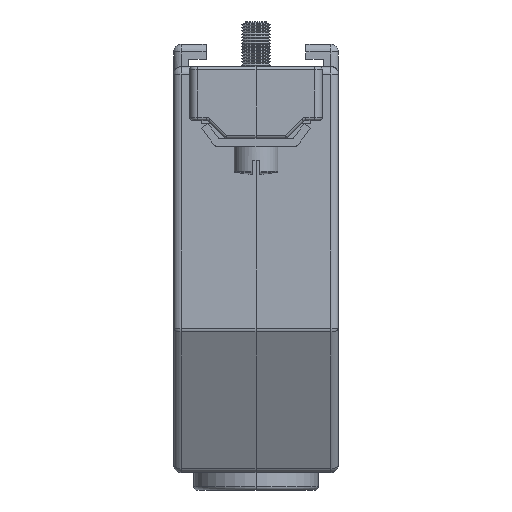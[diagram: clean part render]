
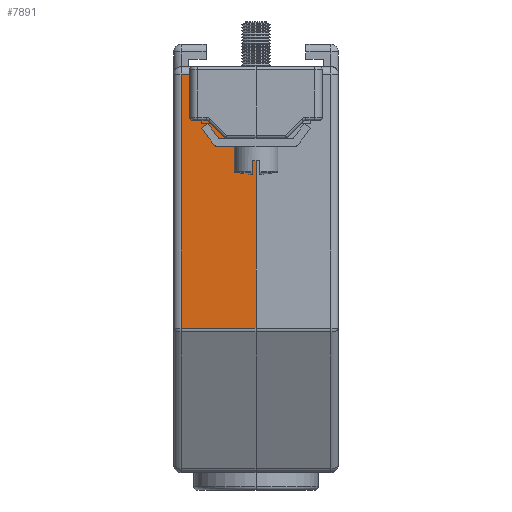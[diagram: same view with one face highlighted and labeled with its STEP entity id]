
A CAD part, left-side view. The second image highlights one B-rep face of the part: STEP entity #7891.
In plain terms, the highlighted planar face has unit normal (-1, 0, 0).
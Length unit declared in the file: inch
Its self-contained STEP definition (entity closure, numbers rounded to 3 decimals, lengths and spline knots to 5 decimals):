
#28 = DIRECTION ( 'NONE',  ( 1., 0., 0. ) ) ;
#1275 = PLANE ( 'NONE',  #21986 ) ;
#1378 = DIRECTION ( 'NONE',  ( 0., 0., -1. ) ) ;
#1675 = VECTOR ( 'NONE', #29194, 39.37008 ) ;
#2085 = CARTESIAN_POINT ( 'NONE',  ( -0.8002, 0.25591, 1.3622 ) ) ;
#2316 = VECTOR ( 'NONE', #9555, 39.37008 ) ;
#4440 = CARTESIAN_POINT ( 'NONE',  ( -0.8002, 0.3189, 1.54087 ) ) ;
#4514 = EDGE_CURVE ( 'NONE', #6955, #5347, #28438, .T. ) ;
#4820 = ORIENTED_EDGE ( 'NONE', *, *, #28143, .T. ) ;
#5021 = VECTOR ( 'NONE', #20269, 39.37008 ) ;
#5044 = VECTOR ( 'NONE', #12975, 39.37008 ) ;
#5347 = VERTEX_POINT ( 'NONE', #14199 ) ;
#5589 = CARTESIAN_POINT ( 'NONE',  ( -0.8002, 0.2889, 0.55118 ) ) ;
#5707 = DIRECTION ( 'NONE',  ( 1., 0., 0. ) ) ;
#5750 = VECTOR ( 'NONE', #20794, 39.37008 ) ;
#5872 = ORIENTED_EDGE ( 'NONE', *, *, #27427, .T. ) ;
#5928 = CARTESIAN_POINT ( 'NONE',  ( -0.8002, 0.3189, 0.55118 ) ) ;
#6538 = LINE ( 'NONE', #8225, #10100 ) ;
#6955 = VERTEX_POINT ( 'NONE', #12882 ) ;
#7082 = CARTESIAN_POINT ( 'NONE',  ( -0.8002, 0.2889, 1.54087 ) ) ;
#7104 = EDGE_CURVE ( 'NONE', #21190, #24013, #14686, .T. ) ;
#7891 = ADVANCED_FACE ( 'NONE', ( #14623 ), #1275, .F. ) ;
#8225 = CARTESIAN_POINT ( 'NONE',  ( -0.8002, 0.18701, 1.3622 ) ) ;
#8393 = CARTESIAN_POINT ( 'NONE',  ( -0.8002, 0.2889, 0.55856 ) ) ;
#8566 = ORIENTED_EDGE ( 'NONE', *, *, #13540, .T. ) ;
#8806 = VERTEX_POINT ( 'NONE', #26638 ) ;
#9504 = ORIENTED_EDGE ( 'NONE', *, *, #4514, .T. ) ;
#9555 = DIRECTION ( 'NONE',  ( 0., -1., 0. ) ) ;
#10100 = VECTOR ( 'NONE', #10536, 39.37008 ) ;
#10231 = EDGE_CURVE ( 'NONE', #24013, #8806, #10986, .T. ) ;
#10536 = DIRECTION ( 'NONE',  ( 0., 0.707, 0.707 ) ) ;
#10746 = VERTEX_POINT ( 'NONE', #8393 ) ;
#10986 = CIRCLE ( 'NONE', #16098, 0.01181 ) ;
#11766 = ORIENTED_EDGE ( 'NONE', *, *, #18643, .T. ) ;
#12405 = LINE ( 'NONE', #4440, #16007 ) ;
#12530 = AXIS2_PLACEMENT_3D ( 'NONE', #21267, #14332, #14733 ) ;
#12671 = DIRECTION ( 'NONE',  ( 1., 0., 0. ) ) ;
#12860 = VERTEX_POINT ( 'NONE', #17751 ) ;
#12882 = CARTESIAN_POINT ( 'NONE',  ( -0.8002, 0.11322, 1.29331 ) ) ;
#12975 = DIRECTION ( 'NONE',  ( 0., -1., 0. ) ) ;
#13540 = EDGE_CURVE ( 'NONE', #8806, #19821, #19425, .T. ) ;
#13766 = DIRECTION ( 'NONE',  ( 0., 0., -1. ) ) ;
#13897 = ORIENTED_EDGE ( 'NONE', *, *, #10231, .T. ) ;
#14126 = CARTESIAN_POINT ( 'NONE',  ( -0.8002, 0.3189, 1.29331 ) ) ;
#14199 = CARTESIAN_POINT ( 'NONE',  ( -0.8002, 0.12157, 1.29677 ) ) ;
#14332 = DIRECTION ( 'NONE',  ( -1., 0., 0. ) ) ;
#14473 = DIRECTION ( 'NONE',  ( 0., 1., 0. ) ) ;
#14607 = VERTEX_POINT ( 'NONE', #29125 ) ;
#14623 = FACE_OUTER_BOUND ( 'NONE', #27493, .T. ) ;
#14686 = LINE ( 'NONE', #2085, #1675 ) ;
#14733 = DIRECTION ( 'NONE',  ( 0., 0., -1. ) ) ;
#15769 = CARTESIAN_POINT ( 'NONE',  ( -0.8002, 0.24409, 1.37402 ) ) ;
#16007 = VECTOR ( 'NONE', #14473, 39.37008 ) ;
#16009 = ORIENTED_EDGE ( 'NONE', *, *, #20327, .T. ) ;
#16030 = LINE ( 'NONE', #14126, #2316 ) ;
#16098 = AXIS2_PLACEMENT_3D ( 'NONE', #15769, #28, #13766 ) ;
#17029 = ORIENTED_EDGE ( 'NONE', *, *, #21472, .T. ) ;
#17496 = CARTESIAN_POINT ( 'NONE',  ( -0.8002, 0.11322, 1.30512 ) ) ;
#17501 = EDGE_CURVE ( 'NONE', #6955, #12860, #16030, .T. ) ;
#17751 = CARTESIAN_POINT ( 'NONE',  ( -0.8002, 0., 1.29331 ) ) ;
#18057 = CARTESIAN_POINT ( 'NONE',  ( -0.8002, 0., 0.55118 ) ) ;
#18643 = EDGE_CURVE ( 'NONE', #19821, #27312, #12405, .T. ) ;
#18759 = CARTESIAN_POINT ( 'NONE',  ( -0.8002, 0.25591, 1.04217 ) ) ;
#19425 = LINE ( 'NONE', #18759, #5750 ) ;
#19821 = VERTEX_POINT ( 'NONE', #21750 ) ;
#20171 = LINE ( 'NONE', #28983, #5044 ) ;
#20269 = DIRECTION ( 'NONE',  ( 0., 0., 1. ) ) ;
#20327 = EDGE_CURVE ( 'NONE', #5347, #14607, #6538, .T. ) ;
#20616 = LINE ( 'NONE', #5589, #27781 ) ;
#20681 = CARTESIAN_POINT ( 'NONE',  ( -0.8002, 0.1919, 1.3622 ) ) ;
#20794 = DIRECTION ( 'NONE',  ( 0., 0., 1. ) ) ;
#20932 = CIRCLE ( 'NONE', #12530, 0.01181 ) ;
#21190 = VERTEX_POINT ( 'NONE', #20681 ) ;
#21267 = CARTESIAN_POINT ( 'NONE',  ( -0.8002, 0.1919, 1.35039 ) ) ;
#21472 = EDGE_CURVE ( 'NONE', #28129, #12860, #21591, .T. ) ;
#21591 = LINE ( 'NONE', #18057, #5021 ) ;
#21692 = ORIENTED_EDGE ( 'NONE', *, *, #7104, .T. ) ;
#21750 = CARTESIAN_POINT ( 'NONE',  ( -0.8002, 0.25591, 1.54087 ) ) ;
#21893 = DIRECTION ( 'NONE',  ( 0., 0., -1. ) ) ;
#21986 = AXIS2_PLACEMENT_3D ( 'NONE', #5928, #5707, #26100 ) ;
#22171 = AXIS2_PLACEMENT_3D ( 'NONE', #17496, #12671, #1378 ) ;
#22215 = CARTESIAN_POINT ( 'NONE',  ( -0.8002, 0., 0.55856 ) ) ;
#24013 = VERTEX_POINT ( 'NONE', #25616 ) ;
#25616 = CARTESIAN_POINT ( 'NONE',  ( -0.8002, 0.24409, 1.3622 ) ) ;
#26100 = DIRECTION ( 'NONE',  ( 0., 0., -1. ) ) ;
#26638 = CARTESIAN_POINT ( 'NONE',  ( -0.8002, 0.25591, 1.37402 ) ) ;
#26639 = ORIENTED_EDGE ( 'NONE', *, *, #17501, .F. ) ;
#26947 = EDGE_CURVE ( 'NONE', #27312, #10746, #20616, .T. ) ;
#27312 = VERTEX_POINT ( 'NONE', #7082 ) ;
#27427 = EDGE_CURVE ( 'NONE', #14607, #21190, #20932, .T. ) ;
#27493 = EDGE_LOOP ( 'NONE', ( #16009, #5872, #21692, #13897, #8566, #11766, #28645, #4820, #17029, #26639, #9504 ) ) ;
#27781 = VECTOR ( 'NONE', #21893, 39.37008 ) ;
#28129 = VERTEX_POINT ( 'NONE', #22215 ) ;
#28143 = EDGE_CURVE ( 'NONE', #10746, #28129, #20171, .T. ) ;
#28438 = CIRCLE ( 'NONE', #22171, 0.01181 ) ;
#28645 = ORIENTED_EDGE ( 'NONE', *, *, #26947, .T. ) ;
#28983 = CARTESIAN_POINT ( 'NONE',  ( -0.8002, 0.3189, 0.55856 ) ) ;
#29125 = CARTESIAN_POINT ( 'NONE',  ( -0.8002, 0.18355, 1.35875 ) ) ;
#29194 = DIRECTION ( 'NONE',  ( 0., 1., 0. ) ) ;
